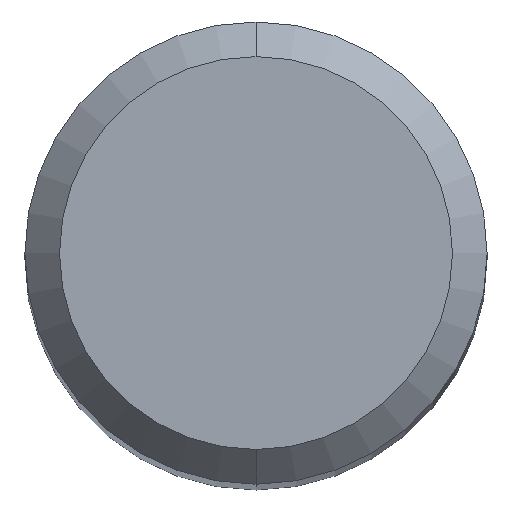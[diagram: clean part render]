
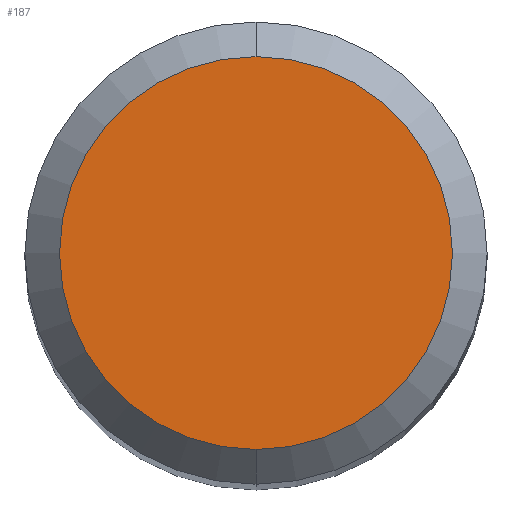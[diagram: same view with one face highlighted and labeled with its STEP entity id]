
A CAD part, top view. The second image highlights one B-rep face of the part: STEP entity #187.
In plain terms, the highlighted planar face has unit normal (0, 0, 1).
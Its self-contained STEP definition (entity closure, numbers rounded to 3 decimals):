
#187=ADVANCED_FACE('',(#495),#496,.T.);
#267=EDGE_CURVE('',#417,#279,#584,.T.);
#279=VERTEX_POINT('',#596);
#299=EDGE_CURVE('',#279,#417,#616,.T.);
#417=VERTEX_POINT('',#749);
#495=FACE_OUTER_BOUND('',#826,.T.);
#496=PLANE('',#827);
#584=CIRCLE('',#1005,1.7);
#596=CARTESIAN_POINT('',(0.0,1.7,0.0));
#616=CIRCLE('',#1105,1.7);
#749=CARTESIAN_POINT('',(0.,-1.7,0.0));
#826=EDGE_LOOP('',(#1456,#1457));
#827=AXIS2_PLACEMENT_3D('',#1458,#1459,#1460);
#1005=AXIS2_PLACEMENT_3D('',#1563,#1564,#1565);
#1105=AXIS2_PLACEMENT_3D('',#1576,#1577,#1578);
#1456=ORIENTED_EDGE('',*,*,#299,.F.);
#1457=ORIENTED_EDGE('',*,*,#267,.F.);
#1458=CARTESIAN_POINT('',(0.0,0.85,0.0));
#1459=DIRECTION('',(-0.0,0.0,1.0));
#1460=DIRECTION('',(0.0,-1.0,0.0));
#1563=CARTESIAN_POINT('',(0.0,0.0,0.0));
#1564=DIRECTION('',(0.0,0.0,-1.0));
#1565=DIRECTION('',(0.0,1.0,0.0));
#1576=CARTESIAN_POINT('',(0.0,0.0,0.0));
#1577=DIRECTION('',(0.0,0.0,-1.0));
#1578=DIRECTION('',(0.0,1.0,0.0));
